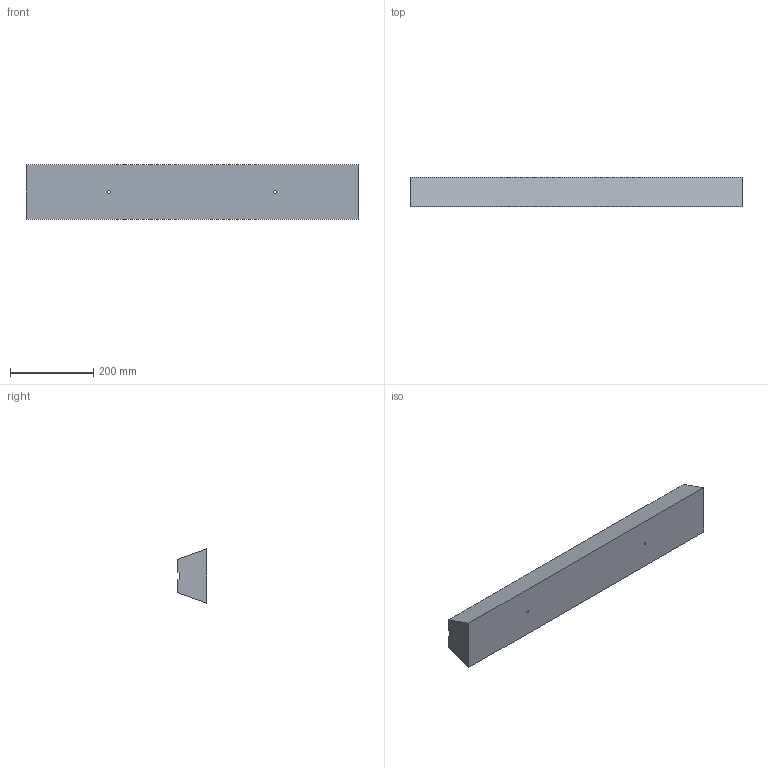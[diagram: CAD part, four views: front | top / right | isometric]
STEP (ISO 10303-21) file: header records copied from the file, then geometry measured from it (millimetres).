
FILE_DESCRIPTION(/* description */ (''),/* implementation_level */ '2;1');
FILE_NAME(/* name */ 'mri_rails_ext.stp',/* time_stamp */ '2022-12-10T13:42:17+01:00',/* author */ ('Rik Ubaghs'),/* organization */ (''),/* preprocessor_version */ 'ST-DEVELOPER v18.1',/* originating_system */ 'Autodesk Inventor 2021',/* authorisation */ '');
FILE_SCHEMA (('AUTOMOTIVE_DESIGN { 1 0 10303 214 3 1 1 }'));
Length unit declared in the file: centimetre
Products named in the file (1): peripherals_rails_ext
Bounding box: 800 x 70 x 130.96 mm (x, y, z)
Volume: 5846318.6 mm3; surface area: 313739.2 mm2
Topology: 1 solids, 1 shells, 16 faces, 40 edges, 28 vertices
Faces by surface type: plane 12, cylinder 4
Full cylindrical faces by diameter (mm): 6.5 x2, 12 x2
Entity records: 562 total; most frequent: DIRECTION 86, CARTESIAN_POINT 85, ORIENTED_EDGE 80, EDGE_CURVE 40, AXIS2_PLACEMENT_3D 29, LINE 28, VECTOR 28, VERTEX_POINT 28
